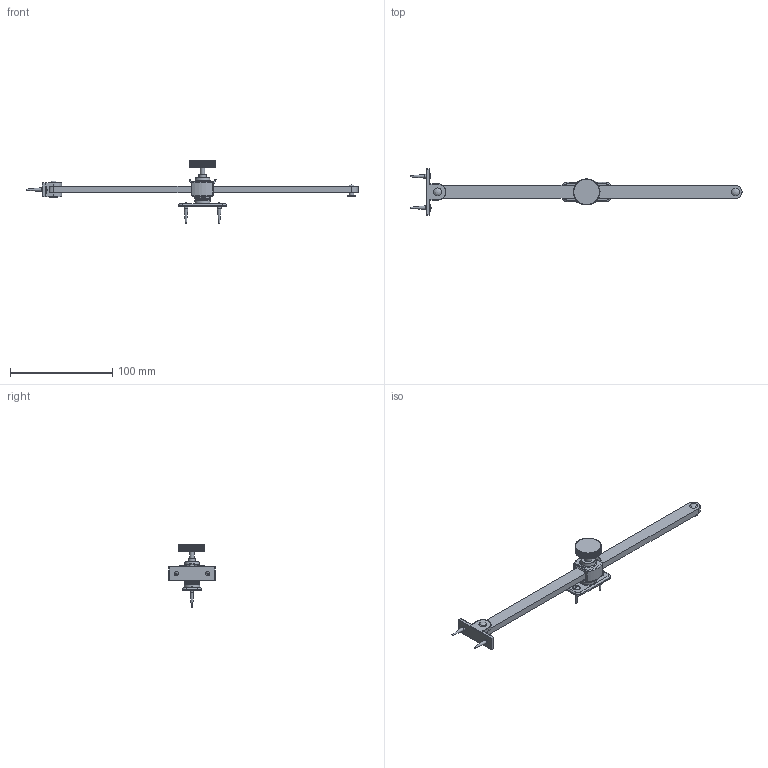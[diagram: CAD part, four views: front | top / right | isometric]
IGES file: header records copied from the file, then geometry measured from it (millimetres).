
Global section: file name: P4553-B; native system: Autodesk Inventor 2018; preprocessor: unknown; author: ashami; date: 20180911.125316; units: millimetre
Bounding box: 324.68 x 45.4 x 61.26 mm (x, y, z)
Volume: 41496.9 mm3; surface area: 24743.7 mm2
Topology: 13 solids, 13 shells, 775 faces, 2167 edges, 1414 vertices
Faces by surface type: bspline 775
